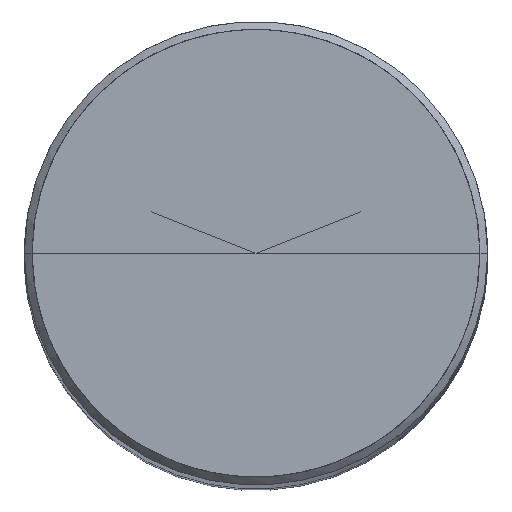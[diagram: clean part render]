
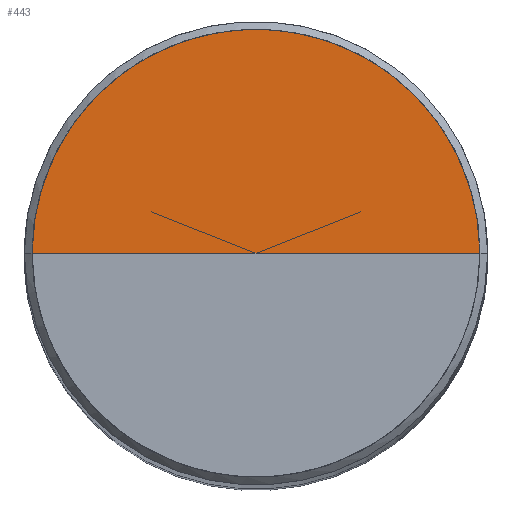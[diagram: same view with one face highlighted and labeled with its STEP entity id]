
A CAD part, top view. The second image highlights one B-rep face of the part: STEP entity #443.
In plain terms, the highlighted free-form (B-spline) face has degree [1, 2] with [2, 5] control points.
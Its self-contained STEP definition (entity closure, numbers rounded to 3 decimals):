
#91=CARTESIAN_POINT('',(-5.8,0.,57.));
#95=CARTESIAN_POINT('',(5.8,0.,57.));
#96=CARTESIAN_POINT('',(0.,0.,57.));
#109=CARTESIAN_POINT('',(5.8,5.8,57.));
#110=CARTESIAN_POINT('',(0.,5.8,57.));
#111=CARTESIAN_POINT('',(-5.8,5.8,57.));
#428=(
BOUNDED_SURFACE()
B_SPLINE_SURFACE(1,2,(
(#95,#109,#110,#111,#91),
(#96,#96,#96,#96,#96)
), .UNSPECIFIED.,.F.,.F.,.F.)
B_SPLINE_SURFACE_WITH_KNOTS((2,2),(3,2,3),(
0.,1.),(
0.,0.5,1.), .UNSPECIFIED.)
GEOMETRIC_REPRESENTATION_ITEM()
RATIONAL_B_SPLINE_SURFACE(((1.,0.707,1.,0.707,1.),
(1.,0.707,1.,0.707,1.)
))
REPRESENTATION_ITEM('')
SURFACE()
);
#429=(
BOUNDED_CURVE()
B_SPLINE_CURVE(2,(#91,#111,#110,#109,#95),.UNSPECIFIED.,.F.,.F.)
B_SPLINE_CURVE_WITH_KNOTS((3,2,3),
(0.,0.5,1.),.UNSPECIFIED.)
CURVE()
GEOMETRIC_REPRESENTATION_ITEM()
RATIONAL_B_SPLINE_CURVE((1.,0.707,1.,0.707,1.))
REPRESENTATION_ITEM('')
);
#430=(
BOUNDED_CURVE()
B_SPLINE_CURVE(1,(#95,#96),.UNSPECIFIED.,.F.,.F.)
B_SPLINE_CURVE_WITH_KNOTS((2,2),
(0.,1.),.UNSPECIFIED.)
CURVE()
GEOMETRIC_REPRESENTATION_ITEM()
RATIONAL_B_SPLINE_CURVE((1.,1.))
REPRESENTATION_ITEM('')
);
#431=(
BOUNDED_CURVE()
B_SPLINE_CURVE(1,(#96,#91),.UNSPECIFIED.,.F.,.F.)
B_SPLINE_CURVE_WITH_KNOTS((2,2),
(0.,1.),.UNSPECIFIED.)
CURVE()
GEOMETRIC_REPRESENTATION_ITEM()
RATIONAL_B_SPLINE_CURVE((1.,1.))
REPRESENTATION_ITEM('')
);
#432=VERTEX_POINT('',#91);
#433=VERTEX_POINT('',#95);
#434=VERTEX_POINT('',#96);
#435=EDGE_CURVE('',#432,#433,#429,.T.);
#436=EDGE_CURVE('',#433,#434,#430,.T.);
#437=EDGE_CURVE('',#434,#432,#431,.T.);
#438=ORIENTED_EDGE('',*,*,#435,.T.);
#439=ORIENTED_EDGE('',*,*,#436,.T.);
#440=ORIENTED_EDGE('',*,*,#437,.T.);
#441=EDGE_LOOP('',(#438,#439,#440));
#442=FACE_OUTER_BOUND('',#441,.T.);
#443=ADVANCED_FACE('',(#442),#428,.T.);
